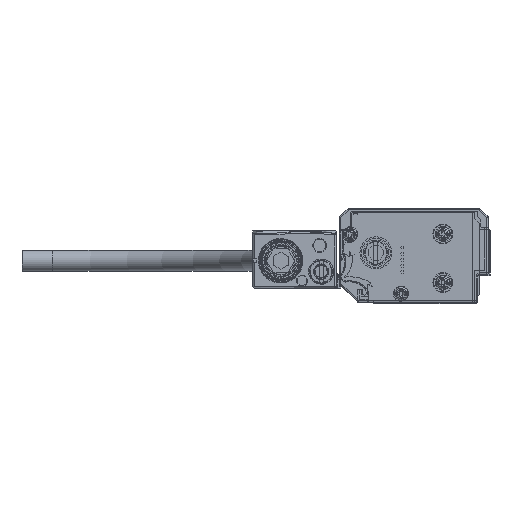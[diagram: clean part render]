
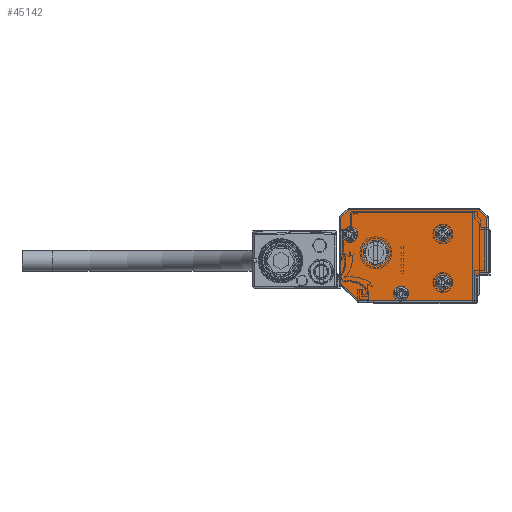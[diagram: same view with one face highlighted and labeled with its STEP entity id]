
A CAD part, left-side view. The second image highlights one B-rep face of the part: STEP entity #45142.
In plain terms, the highlighted planar face has unit normal (-1, 0, 0).
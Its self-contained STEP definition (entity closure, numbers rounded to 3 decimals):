
#44927=AXIS2_PLACEMENT_3D('Circle Axis2P3D',#44925,#44926,$) ;
#44955=AXIS2_PLACEMENT_3D('Circle Axis2P3D',#44953,#44954,$) ;
#44970=AXIS2_PLACEMENT_3D('Plane Axis2P3D',#44967,#44968,#44969) ;
#44974=AXIS2_PLACEMENT_3D('Circle Axis2P3D',#44972,#44973,$) ;
#44981=AXIS2_PLACEMENT_3D('Circle Axis2P3D',#44979,#44980,$) ;
#44988=AXIS2_PLACEMENT_3D('Circle Axis2P3D',#44986,#44987,$) ;
#45000=AXIS2_PLACEMENT_3D('Circle Axis2P3D',#44998,#44999,$) ;
#45072=AXIS2_PLACEMENT_3D('Circle Axis2P3D',#45070,#45071,$) ;
#45081=AXIS2_PLACEMENT_3D('Circle Axis2P3D',#45079,#45080,$) ;
#45090=AXIS2_PLACEMENT_3D('Circle Axis2P3D',#45088,#45089,$) ;
#45099=AXIS2_PLACEMENT_3D('Circle Axis2P3D',#45097,#45098,$) ;
#45108=AXIS2_PLACEMENT_3D('Circle Axis2P3D',#45106,#45107,$) ;
#45117=AXIS2_PLACEMENT_3D('Circle Axis2P3D',#45115,#45116,$) ;
#45126=AXIS2_PLACEMENT_3D('Circle Axis2P3D',#45124,#45125,$) ;
#45135=AXIS2_PLACEMENT_3D('Circle Axis2P3D',#45133,#45134,$) ;
#37795=CARTESIAN_POINT('Vertex',(-1773.,8.4,-1.)) ;
#37797=CARTESIAN_POINT('Vertex',(-1773.,7.,-1.)) ;
#37800=CARTESIAN_POINT('Line Origine',(-1773.,3.5,-1.)) ;
#37804=CARTESIAN_POINT('Vertex',(-1773.,21.793,-1.)) ;
#37816=CARTESIAN_POINT('Vertex',(-1773.,-17.,-1.)) ;
#37819=CARTESIAN_POINT('Line Origine',(-1773.,3.5,-1.)) ;
#44925=CARTESIAN_POINT('Axis2P3D Location',(-1773.,7.7,1.4)) ;
#44929=CARTESIAN_POINT('Vertex',(-1773.,5.2,1.4)) ;
#44950=CARTESIAN_POINT('Vertex',(-1773.,9.894,0.201)) ;
#44953=CARTESIAN_POINT('Axis2P3D Location',(-1773.,7.7,1.4)) ;
#44967=CARTESIAN_POINT('Axis2P3D Location',(-1773.,-21.5,13.5)) ;
#44972=CARTESIAN_POINT('Axis2P3D Location',(-1773.,7.7,1.4)) ;
#44976=CARTESIAN_POINT('Vertex',(-1773.,10.2,1.4)) ;
#44979=CARTESIAN_POINT('Axis2P3D Location',(-1773.,7.7,1.4)) ;
#44983=CARTESIAN_POINT('Vertex',(-1773.,5.506,2.599)) ;
#44986=CARTESIAN_POINT('Axis2P3D Location',(-1773.,7.7,1.4)) ;
#44991=CARTESIAN_POINT('Line Origine',(-1773.,-17.,3.1)) ;
#44995=CARTESIAN_POINT('Vertex',(-1773.,-17.,7.2)) ;
#44998=CARTESIAN_POINT('Axis2P3D Location',(-1773.,-18.,7.2)) ;
#45002=CARTESIAN_POINT('Vertex',(-1773.,-18.,8.2)) ;
#45005=CARTESIAN_POINT('Line Origine',(-1773.,-19.25,8.2)) ;
#45009=CARTESIAN_POINT('Vertex',(-1773.,-20.5,8.2)) ;
#45012=CARTESIAN_POINT('Line Origine',(-1773.,-20.5,17.246)) ;
#45016=CARTESIAN_POINT('Vertex',(-1773.,-20.5,26.293)) ;
#45019=CARTESIAN_POINT('Line Origine',(-1773.,-19.146,27.646)) ;
#45023=CARTESIAN_POINT('Vertex',(-1773.,-17.793,29.)) ;
#45026=CARTESIAN_POINT('Line Origine',(-1773.,3.5,29.)) ;
#45030=CARTESIAN_POINT('Vertex',(-1773.,24.793,29.)) ;
#45033=CARTESIAN_POINT('Line Origine',(-1773.,26.146,27.646)) ;
#45037=CARTESIAN_POINT('Vertex',(-1773.,27.5,26.293)) ;
#45040=CARTESIAN_POINT('Line Origine',(-1773.,27.5,15.5)) ;
#45044=CARTESIAN_POINT('Vertex',(-1773.,27.5,4.707)) ;
#45047=CARTESIAN_POINT('Line Origine',(-1773.,24.646,1.854)) ;
#45070=CARTESIAN_POINT('Axis2P3D Location',(-1773.,-6.,5.)) ;
#45074=CARTESIAN_POINT('Vertex',(-1773.,-3.806,3.801)) ;
#45076=CARTESIAN_POINT('Vertex',(-1773.,-8.194,6.199)) ;
#45079=CARTESIAN_POINT('Axis2P3D Location',(-1773.,-6.,5.)) ;
#45088=CARTESIAN_POINT('Axis2P3D Location',(-1773.,16.,14.8)) ;
#45092=CARTESIAN_POINT('Vertex',(-1773.,11.85,14.8)) ;
#45094=CARTESIAN_POINT('Vertex',(-1773.,20.15,14.8)) ;
#45097=CARTESIAN_POINT('Axis2P3D Location',(-1773.,16.,14.8)) ;
#45106=CARTESIAN_POINT('Axis2P3D Location',(-1773.,-6.,21.)) ;
#45110=CARTESIAN_POINT('Vertex',(-1773.,-8.194,22.199)) ;
#45112=CARTESIAN_POINT('Vertex',(-1773.,-3.806,19.801)) ;
#45115=CARTESIAN_POINT('Axis2P3D Location',(-1773.,-6.,21.)) ;
#45124=CARTESIAN_POINT('Axis2P3D Location',(-1773.,24.5,20.9)) ;
#45128=CARTESIAN_POINT('Vertex',(-1773.,22.306,22.099)) ;
#45130=CARTESIAN_POINT('Vertex',(-1773.,26.694,19.701)) ;
#45133=CARTESIAN_POINT('Axis2P3D Location',(-1773.,24.5,20.9)) ;
#37801=DIRECTION('Vector Direction',(0.,1.,0.)) ;
#37820=DIRECTION('Vector Direction',(0.,1.,0.)) ;
#44926=DIRECTION('Axis2P3D Direction',(-1.,0.,0.)) ;
#44954=DIRECTION('Axis2P3D Direction',(-1.,0.,0.)) ;
#44968=DIRECTION('Axis2P3D Direction',(1.,0.,0.)) ;
#44969=DIRECTION('Axis2P3D XDirection',(0.,1.,0.)) ;
#44973=DIRECTION('Axis2P3D Direction',(1.,0.,0.)) ;
#44980=DIRECTION('Axis2P3D Direction',(1.,0.,0.)) ;
#44987=DIRECTION('Axis2P3D Direction',(1.,0.,0.)) ;
#44992=DIRECTION('Vector Direction',(0.,0.,1.)) ;
#44999=DIRECTION('Axis2P3D Direction',(1.,0.,0.)) ;
#45006=DIRECTION('Vector Direction',(0.,-1.,0.)) ;
#45013=DIRECTION('Vector Direction',(0.,0.,1.)) ;
#45020=DIRECTION('Vector Direction',(0.,-0.707,-0.707)) ;
#45027=DIRECTION('Vector Direction',(0.,1.,0.)) ;
#45034=DIRECTION('Vector Direction',(0.,0.707,-0.707)) ;
#45041=DIRECTION('Vector Direction',(0.,0.,-1.)) ;
#45048=DIRECTION('Vector Direction',(0.,-0.707,-0.707)) ;
#45071=DIRECTION('Axis2P3D Direction',(1.,0.,0.)) ;
#45080=DIRECTION('Axis2P3D Direction',(1.,0.,0.)) ;
#45089=DIRECTION('Axis2P3D Direction',(1.,0.,0.)) ;
#45098=DIRECTION('Axis2P3D Direction',(1.,0.,0.)) ;
#45107=DIRECTION('Axis2P3D Direction',(1.,0.,0.)) ;
#45116=DIRECTION('Axis2P3D Direction',(1.,0.,0.)) ;
#45125=DIRECTION('Axis2P3D Direction',(1.,0.,0.)) ;
#45134=DIRECTION('Axis2P3D Direction',(1.,0.,0.)) ;
#37802=VECTOR('Line Direction',#37801,1.) ;
#37821=VECTOR('Line Direction',#37820,1.) ;
#44993=VECTOR('Line Direction',#44992,1.) ;
#45007=VECTOR('Line Direction',#45006,1.) ;
#45014=VECTOR('Line Direction',#45013,1.) ;
#45021=VECTOR('Line Direction',#45020,1.) ;
#45028=VECTOR('Line Direction',#45027,1.) ;
#45035=VECTOR('Line Direction',#45034,1.) ;
#45042=VECTOR('Line Direction',#45041,1.) ;
#45049=VECTOR('Line Direction',#45048,1.) ;
#45053=ORIENTED_EDGE('',*,*,#44957,.T.) ;
#45054=ORIENTED_EDGE('',*,*,#44978,.T.) ;
#45055=ORIENTED_EDGE('',*,*,#44985,.T.) ;
#45056=ORIENTED_EDGE('',*,*,#44990,.T.) ;
#45057=ORIENTED_EDGE('',*,*,#44931,.T.) ;
#45058=ORIENTED_EDGE('',*,*,#37823,.F.) ;
#45059=ORIENTED_EDGE('',*,*,#44997,.F.) ;
#45060=ORIENTED_EDGE('',*,*,#45004,.F.) ;
#45061=ORIENTED_EDGE('',*,*,#45011,.F.) ;
#45062=ORIENTED_EDGE('',*,*,#45018,.F.) ;
#45063=ORIENTED_EDGE('',*,*,#45025,.F.) ;
#45064=ORIENTED_EDGE('',*,*,#45032,.F.) ;
#45065=ORIENTED_EDGE('',*,*,#45039,.F.) ;
#45066=ORIENTED_EDGE('',*,*,#45046,.F.) ;
#45067=ORIENTED_EDGE('',*,*,#45051,.F.) ;
#45068=ORIENTED_EDGE('',*,*,#37806,.F.) ;
#45085=ORIENTED_EDGE('',*,*,#45078,.T.) ;
#45086=ORIENTED_EDGE('',*,*,#45083,.T.) ;
#45103=ORIENTED_EDGE('',*,*,#45096,.T.) ;
#45104=ORIENTED_EDGE('',*,*,#45101,.T.) ;
#45121=ORIENTED_EDGE('',*,*,#45114,.T.) ;
#45122=ORIENTED_EDGE('',*,*,#45119,.T.) ;
#45139=ORIENTED_EDGE('',*,*,#45132,.T.) ;
#45140=ORIENTED_EDGE('',*,*,#45137,.T.) ;
#45087=FACE_BOUND('',#45084,.T.) ;
#45105=FACE_BOUND('',#45102,.T.) ;
#45123=FACE_BOUND('',#45120,.T.) ;
#45141=FACE_BOUND('',#45138,.T.) ;
#45142=ADVANCED_FACE('\X2\FF8AFF9FFF70FF82\X0\ \X2\FF8EFF9EFF83FF9EFF68FF70\X0\',(#45069,#45087,#45105,#45123,#45141),#44971,.F.) ;
#44928=CIRCLE('generated circle',#44927,2.5) ;
#44956=CIRCLE('generated circle',#44955,2.5) ;
#44975=CIRCLE('generated circle',#44974,2.5) ;
#44982=CIRCLE('generated circle',#44981,2.5) ;
#44989=CIRCLE('generated circle',#44988,2.5) ;
#45001=CIRCLE('generated circle',#45000,1.) ;
#45073=CIRCLE('generated circle',#45072,2.5) ;
#45082=CIRCLE('generated circle',#45081,2.5) ;
#45091=CIRCLE('generated circle',#45090,4.15) ;
#45100=CIRCLE('generated circle',#45099,4.15) ;
#45109=CIRCLE('generated circle',#45108,2.5) ;
#45118=CIRCLE('generated circle',#45117,2.5) ;
#45127=CIRCLE('generated circle',#45126,2.5) ;
#45136=CIRCLE('generated circle',#45135,2.5) ;
#37806=EDGE_CURVE('',#37796,#37805,#37803,.T.) ;
#37823=EDGE_CURVE('',#37817,#37798,#37822,.T.) ;
#44931=EDGE_CURVE('',#44930,#37798,#44928,.F.) ;
#44957=EDGE_CURVE('',#37796,#44951,#44956,.F.) ;
#44978=EDGE_CURVE('',#44951,#44977,#44975,.T.) ;
#44985=EDGE_CURVE('',#44977,#44984,#44982,.T.) ;
#44990=EDGE_CURVE('',#44984,#44930,#44989,.T.) ;
#44997=EDGE_CURVE('',#44996,#37817,#44994,.F.) ;
#45004=EDGE_CURVE('',#45003,#44996,#45001,.F.) ;
#45011=EDGE_CURVE('',#45010,#45003,#45008,.F.) ;
#45018=EDGE_CURVE('',#45017,#45010,#45015,.F.) ;
#45025=EDGE_CURVE('',#45024,#45017,#45022,.T.) ;
#45032=EDGE_CURVE('',#45031,#45024,#45029,.F.) ;
#45039=EDGE_CURVE('',#45038,#45031,#45036,.F.) ;
#45046=EDGE_CURVE('',#45045,#45038,#45043,.F.) ;
#45051=EDGE_CURVE('',#37805,#45045,#45050,.F.) ;
#45078=EDGE_CURVE('',#45075,#45077,#45073,.T.) ;
#45083=EDGE_CURVE('',#45077,#45075,#45082,.T.) ;
#45096=EDGE_CURVE('',#45093,#45095,#45091,.T.) ;
#45101=EDGE_CURVE('',#45095,#45093,#45100,.T.) ;
#45114=EDGE_CURVE('',#45111,#45113,#45109,.T.) ;
#45119=EDGE_CURVE('',#45113,#45111,#45118,.T.) ;
#45132=EDGE_CURVE('',#45129,#45131,#45127,.T.) ;
#45137=EDGE_CURVE('',#45131,#45129,#45136,.T.) ;
#45052=EDGE_LOOP('',(#45053,#45054,#45055,#45056,#45057,#45058,#45059,#45060,#45061,#45062,#45063,#45064,#45065,#45066,#45067,#45068)) ;
#45084=EDGE_LOOP('',(#45085,#45086)) ;
#45102=EDGE_LOOP('',(#45103,#45104)) ;
#45120=EDGE_LOOP('',(#45121,#45122)) ;
#45138=EDGE_LOOP('',(#45139,#45140)) ;
#45069=FACE_OUTER_BOUND('',#45052,.T.) ;
#37803=LINE('Line',#37800,#37802) ;
#37822=LINE('Line',#37819,#37821) ;
#44994=LINE('Line',#44991,#44993) ;
#45008=LINE('Line',#45005,#45007) ;
#45015=LINE('Line',#45012,#45014) ;
#45022=LINE('Line',#45019,#45021) ;
#45029=LINE('Line',#45026,#45028) ;
#45036=LINE('Line',#45033,#45035) ;
#45043=LINE('Line',#45040,#45042) ;
#45050=LINE('Line',#45047,#45049) ;
#44971=PLANE('Plane',#44970) ;
#37796=VERTEX_POINT('',#37795) ;
#37798=VERTEX_POINT('',#37797) ;
#37805=VERTEX_POINT('',#37804) ;
#37817=VERTEX_POINT('',#37816) ;
#44930=VERTEX_POINT('',#44929) ;
#44951=VERTEX_POINT('',#44950) ;
#44977=VERTEX_POINT('',#44976) ;
#44984=VERTEX_POINT('',#44983) ;
#44996=VERTEX_POINT('',#44995) ;
#45003=VERTEX_POINT('',#45002) ;
#45010=VERTEX_POINT('',#45009) ;
#45017=VERTEX_POINT('',#45016) ;
#45024=VERTEX_POINT('',#45023) ;
#45031=VERTEX_POINT('',#45030) ;
#45038=VERTEX_POINT('',#45037) ;
#45045=VERTEX_POINT('',#45044) ;
#45075=VERTEX_POINT('',#45074) ;
#45077=VERTEX_POINT('',#45076) ;
#45093=VERTEX_POINT('',#45092) ;
#45095=VERTEX_POINT('',#45094) ;
#45111=VERTEX_POINT('',#45110) ;
#45113=VERTEX_POINT('',#45112) ;
#45129=VERTEX_POINT('',#45128) ;
#45131=VERTEX_POINT('',#45130) ;
